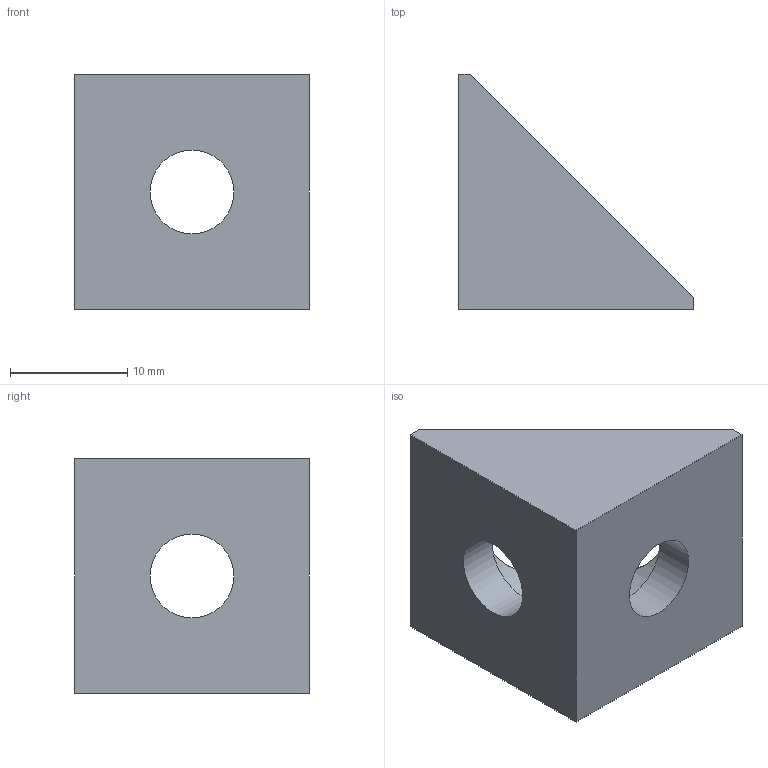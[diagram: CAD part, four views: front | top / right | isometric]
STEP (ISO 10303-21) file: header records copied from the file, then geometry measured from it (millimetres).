
FILE_DESCRIPTION((''),'2;1');
FILE_NAME('90 Degree Corner Connector.ipt.step','2014-04-22T18:03:00',(''),(''),'Autodesk Inventor 2013','Autodesk Inventor 2013','');
FILE_SCHEMA(('AUTOMOTIVE_DESIGN { 1 0 10303 214 1 1 1 1 }'));
Length unit declared in the file: millimetre
Products named in the file (1): 90 Degree Corner Connector
Bounding box: 20 x 20 x 20 mm (x, y, z)
Volume: 3217.4 mm3; surface area: 2096.2 mm2
Topology: 1 solids, 1 shells, 15 faces, 33 edges, 21 vertices
Faces by surface type: plane 9, cylinder 6
Full cylindrical faces by diameter (mm): 7.14 x2, 11 x2
Entity records: 421 total; most frequent: DIRECTION 73, CARTESIAN_POINT 64, ORIENTED_EDGE 56, AXIS2_PLACEMENT_3D 29, EDGE_CURVE 28, EDGE_LOOP 24, VERTEX_POINT 20, FACE_OUTER_BOUND 15
